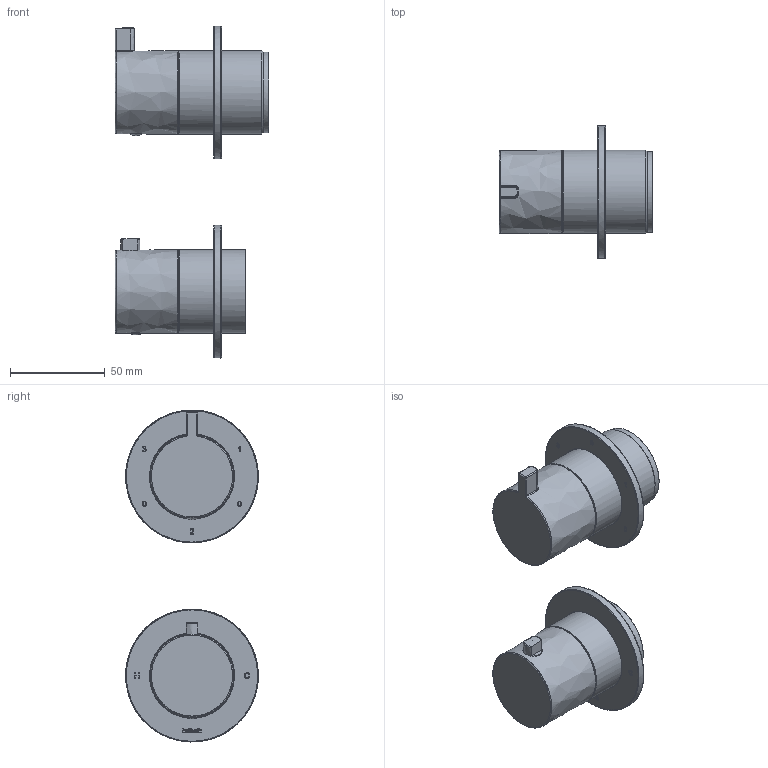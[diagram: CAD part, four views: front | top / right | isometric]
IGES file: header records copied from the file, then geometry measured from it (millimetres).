
Start section: C
Global section: file name: AC039.igs; native system: By Siemens PLM Incorporated; preprocessor: XPlus GENERIC/IGES 24.1.129; author: Author; organization: Title; date: 20231006.102853; units: millimetre
Bounding box: 81.1 x 69.98 x 174.98 mm (x, y, z)
Surface area: 62938.3 mm2 (no closed solid volume)
Topology: 0 solids, 0 shells, 915 faces, 5129 edges, 5078 vertices
Faces by surface type: bspline 915
